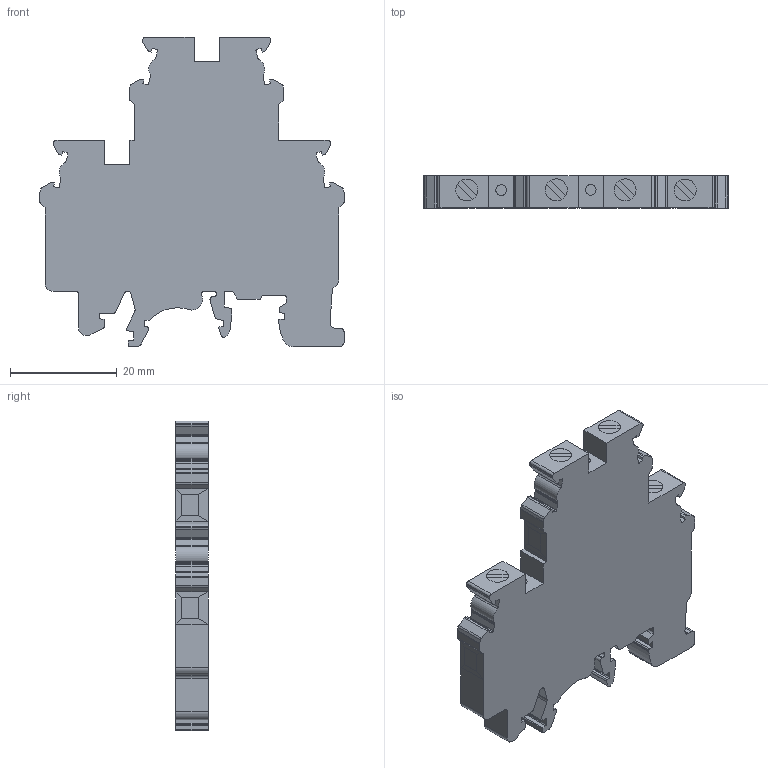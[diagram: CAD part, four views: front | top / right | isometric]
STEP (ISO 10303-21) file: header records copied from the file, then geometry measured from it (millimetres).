
FILE_DESCRIPTION (( 'STEP AP203' ), '1' );
FILE_NAME ('cdl4un.STEP', '2024-12-06T09:44:29', ( '' ), ( '' ), 'SwSTEP 2.0', 'SolidWorks 2022', '' );
FILE_SCHEMA (( 'CONFIG_CONTROL_DESIGN' ));
Length unit declared in the file: millimetre
Products named in the file (1): cdl4un
Bounding box: 57 x 6 x 58 mm (x, y, z)
Volume: 13187.5 mm3; surface area: 6387.9 mm2
Topology: 1 solids, 1 shells, 314 faces, 870 edges, 564 vertices
Faces by surface type: plane 204, cylinder 110
Entity records: 10063 total; most frequent: CARTESIAN_POINT 1749, ORIENTED_EDGE 1740, DIRECTION 1736, EDGE_CURVE 870, LINE 634, VECTOR 634, VERTEX_POINT 564, AXIS2_PLACEMENT_3D 551
